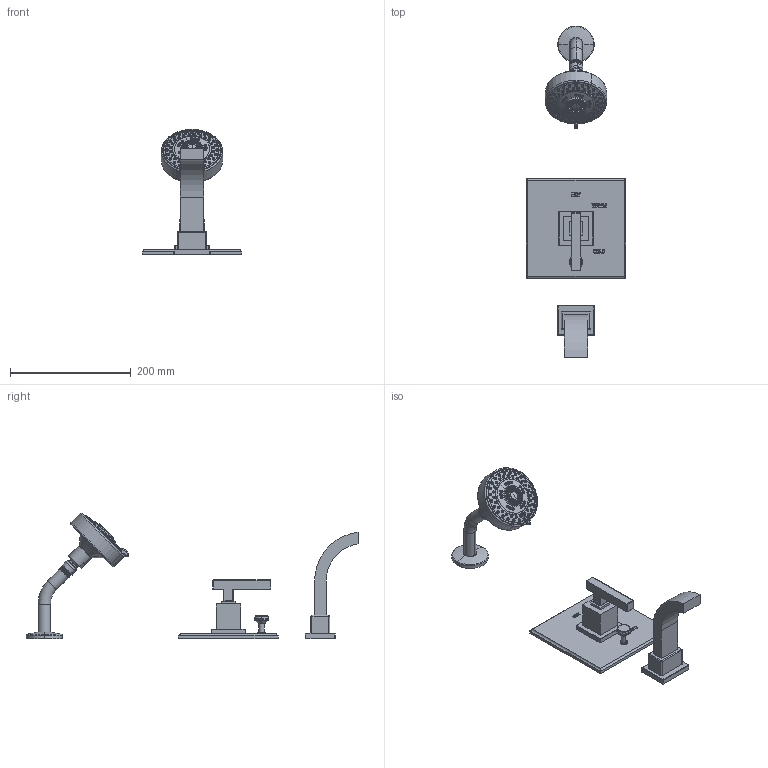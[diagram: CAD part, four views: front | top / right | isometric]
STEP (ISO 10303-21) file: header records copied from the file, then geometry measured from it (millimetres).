
FILE_DESCRIPTION((''),'2;1');
FILE_NAME('3-2022BP','2021-05-28T09:47:33',('jinson.thomas'),(''),'CREO PARAMETRIC BY PTC INC, 2018400','CREO PARAMETRIC BY PTC INC, 2018400','');
FILE_SCHEMA(('CONFIG_CONTROL_DESIGN'));
Length unit declared in the file: inch
Products named in the file (1): 3-2022BP
Bounding box: 165.1 x 549.78 x 207.64 mm (x, y, z)
Volume: 867411.2 mm3; surface area: 155617.9 mm2
Topology: 3 solids, 3 shells, 1358 faces, 2957 edges, 1779 vertices
Faces by surface type: torus 333, cone 302, plane 279, cylinder 254, bspline 96, extrusion 64, sphere 30
Entity records: 55246 total; most frequent: CARTESIAN_POINT 26387, ORIENTED_EDGE 5910, DIRECTION 5887, EDGE_CURVE 2955, AXIS2_PLACEMENT_3D 2386, VERTEX_POINT 1779, EDGE_LOOP 1550, FACE_OUTER_BOUND 1358
